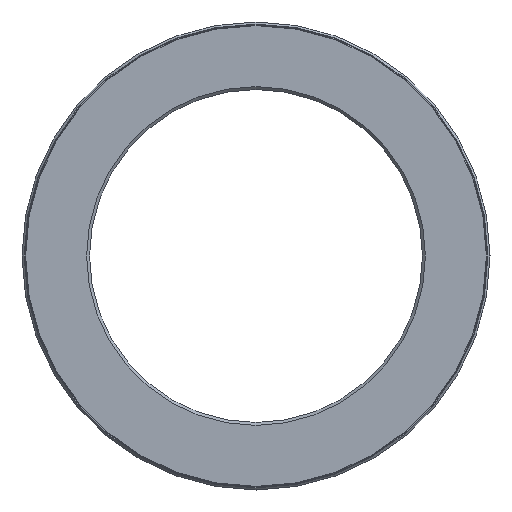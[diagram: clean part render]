
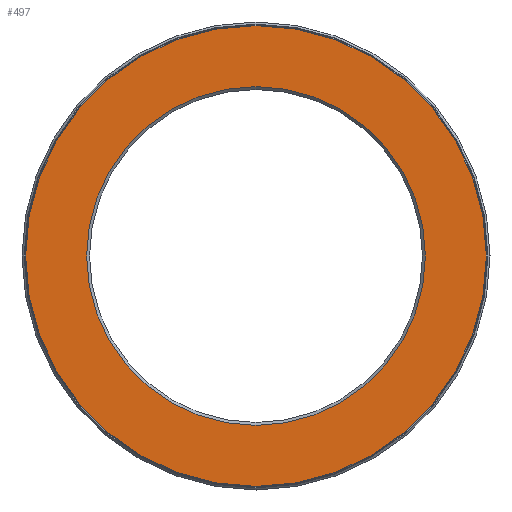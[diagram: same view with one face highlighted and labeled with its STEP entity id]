
A CAD part, front view. The second image highlights one B-rep face of the part: STEP entity #497.
In plain terms, the highlighted planar face has unit normal (0, -1, 0).
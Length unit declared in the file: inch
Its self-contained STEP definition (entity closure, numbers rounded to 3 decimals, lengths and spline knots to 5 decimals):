
#35 = EDGE_CURVE ( 'NONE', #84, #84, #303, .T. ) ;
#59 = DIRECTION ( 'NONE',  ( 0., 1., 0. ) ) ;
#75 = CARTESIAN_POINT ( 'NONE',  ( 0., 0., 1.17625 ) ) ;
#84 = VERTEX_POINT ( 'NONE', #562 ) ;
#92 = DIRECTION ( 'NONE',  ( 0., 1., 0. ) ) ;
#108 = DIRECTION ( 'NONE',  ( 0., 0., 1. ) ) ;
#119 = CARTESIAN_POINT ( 'NONE',  ( 0., 0., 0. ) ) ;
#132 = FACE_OUTER_BOUND ( 'NONE', #267, .T. ) ;
#199 = ORIENTED_EDGE ( 'NONE', *, *, #443, .T. ) ;
#207 = DIRECTION ( 'NONE',  ( 0., 1., 0. ) ) ;
#215 = EDGE_LOOP ( 'NONE', ( #199 ) ) ;
#216 = VERTEX_POINT ( 'NONE', #75 ) ;
#223 = AXIS2_PLACEMENT_3D ( 'NONE', #510, #92, #229 ) ;
#229 = DIRECTION ( 'NONE',  ( 0., 0., 1. ) ) ;
#251 = DIRECTION ( 'NONE',  ( 0., 0., 1. ) ) ;
#267 = EDGE_LOOP ( 'NONE', ( #350 ) ) ;
#303 = CIRCLE ( 'NONE', #223, 1.6 ) ;
#326 = CIRCLE ( 'NONE', #412, 1.17625 ) ;
#340 = PLANE ( 'NONE',  #597 ) ;
#350 = ORIENTED_EDGE ( 'NONE', *, *, #35, .F. ) ;
#385 = CARTESIAN_POINT ( 'NONE',  ( 0., 0., 0. ) ) ;
#412 = AXIS2_PLACEMENT_3D ( 'NONE', #385, #59, #108 ) ;
#443 = EDGE_CURVE ( 'NONE', #216, #216, #326, .T. ) ;
#485 = FACE_BOUND ( 'NONE', #215, .T. ) ;
#497 = ADVANCED_FACE ( 'NONE', ( #132, #485 ), #340, .F. ) ;
#510 = CARTESIAN_POINT ( 'NONE',  ( 0., 0., 0. ) ) ;
#562 = CARTESIAN_POINT ( 'NONE',  ( 0., 0., 1.6 ) ) ;
#597 = AXIS2_PLACEMENT_3D ( 'NONE', #119, #207, #251 ) ;
